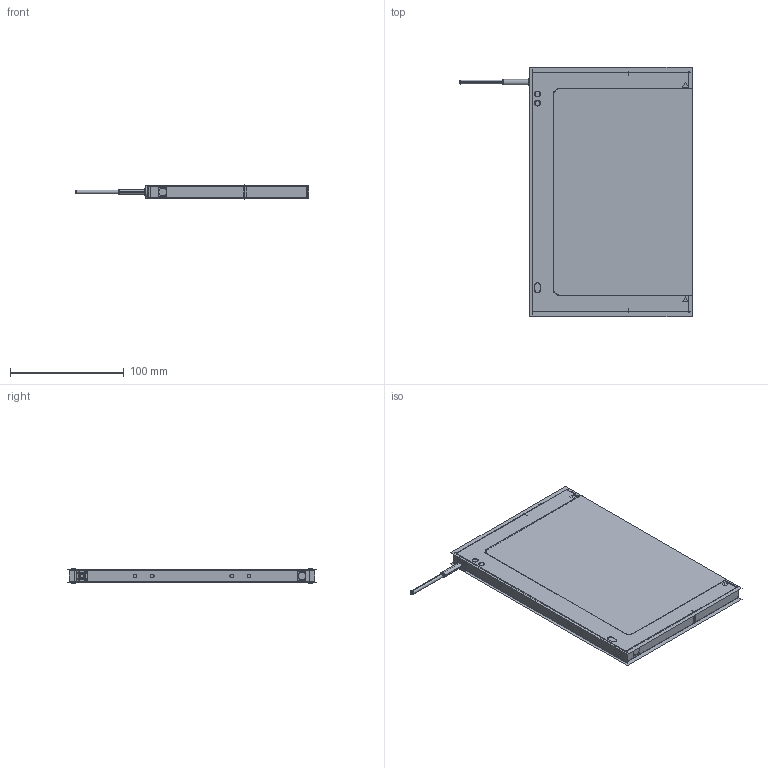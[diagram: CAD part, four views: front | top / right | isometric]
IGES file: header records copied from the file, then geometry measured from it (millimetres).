
Start section:  PTC IGES file: 137658_sm01.igs
Global section: file name: 137658_sm01.igs; native system: Creo Parametric by PTC Inc.; preprocessor: 2019292; author: PDMAdmin; organization: Unknown; date: 20220329.093946; units: millimetre
Bounding box: 205.44 x 218.92 x 12.48 mm (x, y, z)
Volume: 96424.3 mm3; surface area: 166235.7 mm2
Topology: 3 solids, 3 shells, 542 faces, 2636 edges, 3320 vertices
Faces by surface type: revolution 284, bspline 258
